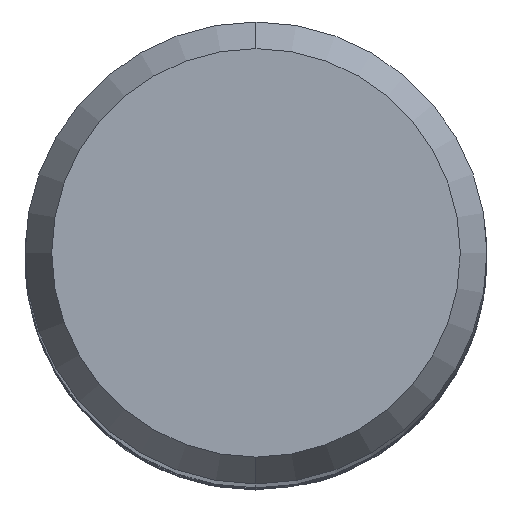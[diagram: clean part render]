
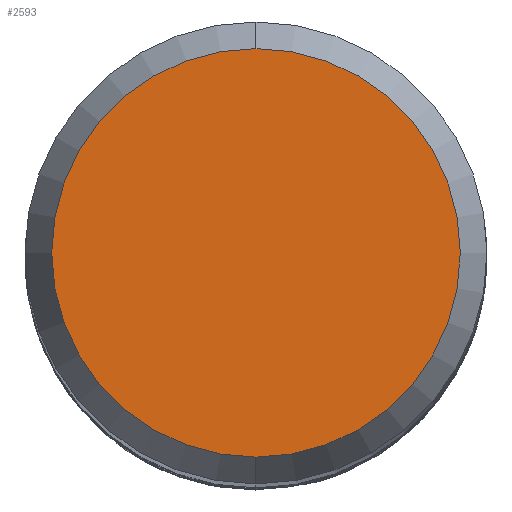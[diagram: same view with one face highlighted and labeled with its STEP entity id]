
A CAD part, top view. The second image highlights one B-rep face of the part: STEP entity #2593.
In plain terms, the highlighted planar face has unit normal (0, 0, 1).
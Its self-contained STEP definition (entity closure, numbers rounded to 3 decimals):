
#1847=EDGE_CURVE('',#2291,#3647,#4453,.T.);
#2291=VERTEX_POINT('',#4944);
#2593=ADVANCED_FACE('',(#5272),#5273,.T.);
#3623=EDGE_CURVE('',#3647,#2291,#6394,.T.);
#3647=VERTEX_POINT('',#6419);
#4453=CIRCLE('',#11690,4.423);
#4944=CARTESIAN_POINT('',(0.0,4.423,0.0));
#5272=FACE_OUTER_BOUND('',#19427,.T.);
#5273=PLANE('',#19428);
#6394=CIRCLE('',#29906,4.423);
#6419=CARTESIAN_POINT('',(0.,-4.423,0.0));
#11690=AXIS2_PLACEMENT_3D('',#31986,#31987,#31988);
#19427=EDGE_LOOP('',(#32925,#32926));
#19428=AXIS2_PLACEMENT_3D('',#32927,#32928,#32929);
#29906=AXIS2_PLACEMENT_3D('',#34098,#34099,#34100);
#31986=CARTESIAN_POINT('',(0.0,0.0,0.0));
#31987=DIRECTION('',(0.0,0.0,-1.0));
#31988=DIRECTION('',(0.0,1.0,0.0));
#32925=ORIENTED_EDGE('',*,*,#1847,.F.);
#32926=ORIENTED_EDGE('',*,*,#3623,.F.);
#32927=CARTESIAN_POINT('',(0.0,2.211,0.0));
#32928=DIRECTION('',(-0.0,0.0,1.0));
#32929=DIRECTION('',(0.0,-1.0,0.0));
#34098=CARTESIAN_POINT('',(0.0,0.0,0.0));
#34099=DIRECTION('',(0.0,0.0,-1.0));
#34100=DIRECTION('',(0.0,1.0,0.0));
